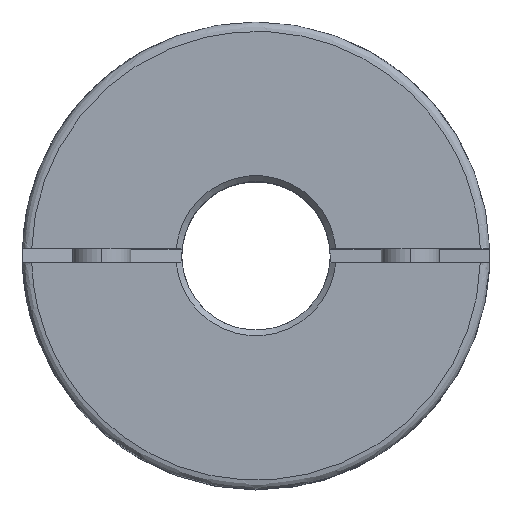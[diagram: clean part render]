
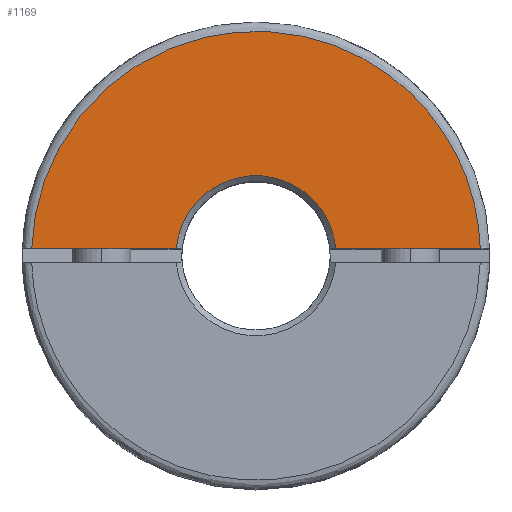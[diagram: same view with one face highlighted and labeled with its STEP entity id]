
A CAD part, top view. The second image highlights one B-rep face of the part: STEP entity #1169.
In plain terms, the highlighted planar face has unit normal (0, 0, 1).
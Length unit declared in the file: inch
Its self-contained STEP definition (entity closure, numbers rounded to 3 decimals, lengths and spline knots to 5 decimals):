
#469 = CARTESIAN_POINT ( 'NONE',  ( 0., 0., 0.76772 ) ) ;
#892 = VERTEX_POINT ( 'NONE', #2951 ) ;
#1169 = ADVANCED_FACE ( 'NONE', ( #1559 ), #7302, .T. ) ;
#1228 = CIRCLE ( 'NONE', #3880, 0.26969 ) ;
#1313 = ORIENTED_EDGE ( 'NONE', *, *, #2520, .T. ) ;
#1528 = EDGE_CURVE ( 'NONE', #2104, #1710, #3793, .T. ) ;
#1559 = FACE_OUTER_BOUND ( 'NONE', #3374, .T. ) ;
#1619 = VERTEX_POINT ( 'NONE', #2801 ) ;
#1710 = VERTEX_POINT ( 'NONE', #4686 ) ;
#2025 = LINE ( 'NONE', #3116, #2616 ) ;
#2051 = CARTESIAN_POINT ( 'NONE',  ( 0.16535, 0.02362, 0.76772 ) ) ;
#2104 = VERTEX_POINT ( 'NONE', #5935 ) ;
#2202 = CARTESIAN_POINT ( 'NONE',  ( 0.71109, 1.44511, 0.76772 ) ) ;
#2520 = EDGE_CURVE ( 'NONE', #1710, #892, #1228, .T. ) ;
#2616 = VECTOR ( 'NONE', #6009, 39.37008 ) ;
#2801 = CARTESIAN_POINT ( 'NONE',  ( 0.75554, 0.02362, 0.76772 ) ) ;
#2951 = CARTESIAN_POINT ( 'NONE',  ( 0.26865, 0.02362, 0.76772 ) ) ;
#3116 = CARTESIAN_POINT ( 'NONE',  ( 0.16535, 0.02362, 0.76772 ) ) ;
#3374 = EDGE_LOOP ( 'NONE', ( #5174, #1313, #4986, #6143 ) ) ;
#3766 = VECTOR ( 'NONE', #6634, 39.37008 ) ;
#3793 = LINE ( 'NONE', #2051, #3766 ) ;
#3835 = CARTESIAN_POINT ( 'NONE',  ( 0., 0., 0.76772 ) ) ;
#3874 = DIRECTION ( 'NONE',  ( 0., 0., 1. ) ) ;
#3880 = AXIS2_PLACEMENT_3D ( 'NONE', #469, #4502, #6213 ) ;
#4373 =( BOUNDED_CURVE ( )  B_SPLINE_CURVE ( 3, ( #6182, #5063, #2202, #4509 ),
 .UNSPECIFIED., .F., .F. ) 
 B_SPLINE_CURVE_WITH_KNOTS ( ( 4, 4 ),
 ( 0., 1. ),
 .UNSPECIFIED. ) 
 CURVE ( )  GEOMETRIC_REPRESENTATION_ITEM ( )  RATIONAL_B_SPLINE_CURVE ( ( 1., 0.354, 0.354, 1. ) ) 
 REPRESENTATION_ITEM ( '' )  );
#4502 = DIRECTION ( 'NONE',  ( 0., 0., -1. ) ) ;
#4509 = CARTESIAN_POINT ( 'NONE',  ( 0.75554, 0.02362, 0.76772 ) ) ;
#4686 = CARTESIAN_POINT ( 'NONE',  ( -0.26865, 0.02362, 0.76772 ) ) ;
#4986 = ORIENTED_EDGE ( 'NONE', *, *, #5617, .T. ) ;
#5063 = CARTESIAN_POINT ( 'NONE',  ( -0.71109, 1.44511, 0.76772 ) ) ;
#5174 = ORIENTED_EDGE ( 'NONE', *, *, #1528, .T. ) ;
#5617 = EDGE_CURVE ( 'NONE', #892, #1619, #2025, .T. ) ;
#5935 = CARTESIAN_POINT ( 'NONE',  ( -0.75554, 0.02362, 0.76772 ) ) ;
#6009 = DIRECTION ( 'NONE',  ( 1., 0., 0. ) ) ;
#6143 = ORIENTED_EDGE ( 'NONE', *, *, #7141, .F. ) ;
#6182 = CARTESIAN_POINT ( 'NONE',  ( -0.75554, 0.02362, 0.76772 ) ) ;
#6198 = AXIS2_PLACEMENT_3D ( 'NONE', #3835, #3874, #7338 ) ;
#6213 = DIRECTION ( 'NONE',  ( 1., 0., 0. ) ) ;
#6634 = DIRECTION ( 'NONE',  ( 1., 0., 0. ) ) ;
#7141 = EDGE_CURVE ( 'NONE', #2104, #1619, #4373, .T. ) ;
#7302 = PLANE ( 'NONE',  #6198 ) ;
#7338 = DIRECTION ( 'NONE',  ( 1., 0., 0. ) ) ;
